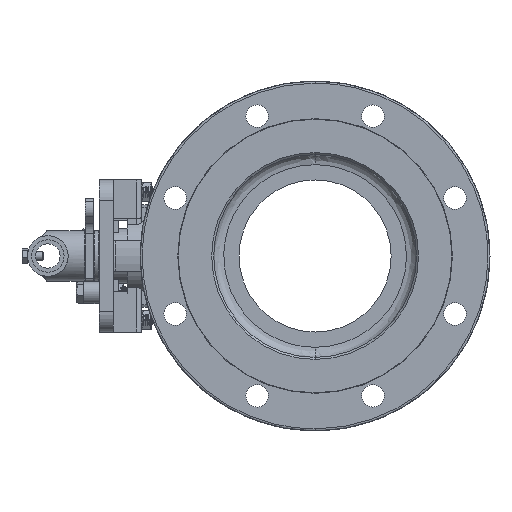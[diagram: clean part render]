
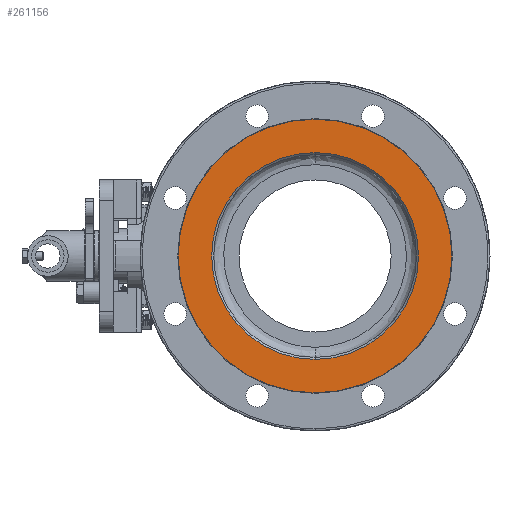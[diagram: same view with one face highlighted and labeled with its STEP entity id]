
A CAD part, left-side view. The second image highlights one B-rep face of the part: STEP entity #261156.
In plain terms, the highlighted planar face has unit normal (-1, 0, 0).
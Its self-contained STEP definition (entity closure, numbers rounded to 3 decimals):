
#10452 = DIRECTION ( 'NONE',  ( 0., 0., 1. ) ) ;
#13253 = EDGE_CURVE ( 'NONE', #204750, #247669, #53096, .T. ) ;
#15605 = FACE_OUTER_BOUND ( 'NONE', #197603, .T. ) ;
#33873 = DIRECTION ( 'NONE',  ( 0., 0., -1. ) ) ;
#39406 = AXIS2_PLACEMENT_3D ( 'NONE', #273815, #158204, #250973 ) ;
#53096 = CIRCLE ( 'NONE', #135586, 5.315 ) ;
#56111 = ORIENTED_EDGE ( 'NONE', *, *, #99430, .F. ) ;
#61511 = CIRCLE ( 'NONE', #129636, 4.016 ) ;
#85431 = EDGE_CURVE ( 'NONE', #96947, #108414, #61511, .T. ) ;
#87311 = ORIENTED_EDGE ( 'NONE', *, *, #257763, .T. ) ;
#96947 = VERTEX_POINT ( 'NONE', #231194 ) ;
#99430 = EDGE_CURVE ( 'NONE', #247669, #204750, #199599, .T. ) ;
#103166 = CARTESIAN_POINT ( 'NONE',  ( -6.083, 0., 0. ) ) ;
#108311 = DIRECTION ( 'NONE',  ( 1., 0., 0. ) ) ;
#108414 = VERTEX_POINT ( 'NONE', #210228 ) ;
#116654 = DIRECTION ( 'NONE',  ( 0., 1., 0. ) ) ;
#126582 = CARTESIAN_POINT ( 'NONE',  ( -6.083, 0., 0. ) ) ;
#128105 = PLANE ( 'NONE',  #293188 ) ;
#129636 = AXIS2_PLACEMENT_3D ( 'NONE', #224267, #247091, #129981 ) ;
#129981 = DIRECTION ( 'NONE',  ( 0., 0., 1. ) ) ;
#135586 = AXIS2_PLACEMENT_3D ( 'NONE', #277887, #139476, #116654 ) ;
#139476 = DIRECTION ( 'NONE',  ( 1., 0., 0. ) ) ;
#147253 = CIRCLE ( 'NONE', #195905, 4.016 ) ;
#153761 = ORIENTED_EDGE ( 'NONE', *, *, #13253, .F. ) ;
#158204 = DIRECTION ( 'NONE',  ( 1., 0., 0. ) ) ;
#187288 = CARTESIAN_POINT ( 'NONE',  ( -6.083, -5.315, 0. ) ) ;
#195905 = AXIS2_PLACEMENT_3D ( 'NONE', #103166, #223286, #10452 ) ;
#197603 = EDGE_LOOP ( 'NONE', ( #153761, #56111 ) ) ;
#199599 = CIRCLE ( 'NONE', #39406, 5.315 ) ;
#201772 = EDGE_LOOP ( 'NONE', ( #87311, #263000 ) ) ;
#204750 = VERTEX_POINT ( 'NONE', #206208 ) ;
#206208 = CARTESIAN_POINT ( 'NONE',  ( -6.083, 5.315, 0. ) ) ;
#210228 = CARTESIAN_POINT ( 'NONE',  ( -6.083, 0., 4.016 ) ) ;
#223286 = DIRECTION ( 'NONE',  ( 1., 0., 0. ) ) ;
#224267 = CARTESIAN_POINT ( 'NONE',  ( -6.083, 0., 0. ) ) ;
#225399 = FACE_BOUND ( 'NONE', #201772, .T. ) ;
#231194 = CARTESIAN_POINT ( 'NONE',  ( -6.083, 0., -4.016 ) ) ;
#247091 = DIRECTION ( 'NONE',  ( 1., 0., 0. ) ) ;
#247669 = VERTEX_POINT ( 'NONE', #187288 ) ;
#250973 = DIRECTION ( 'NONE',  ( 0., 1., 0. ) ) ;
#257763 = EDGE_CURVE ( 'NONE', #108414, #96947, #147253, .T. ) ;
#261156 = ADVANCED_FACE ( 'NONE', ( #225399, #15605 ), #128105, .F. ) ;
#263000 = ORIENTED_EDGE ( 'NONE', *, *, #85431, .T. ) ;
#273815 = CARTESIAN_POINT ( 'NONE',  ( -6.083, 0., 0. ) ) ;
#277887 = CARTESIAN_POINT ( 'NONE',  ( -6.083, 0., 0. ) ) ;
#293188 = AXIS2_PLACEMENT_3D ( 'NONE', #126582, #108311, #33873 ) ;
